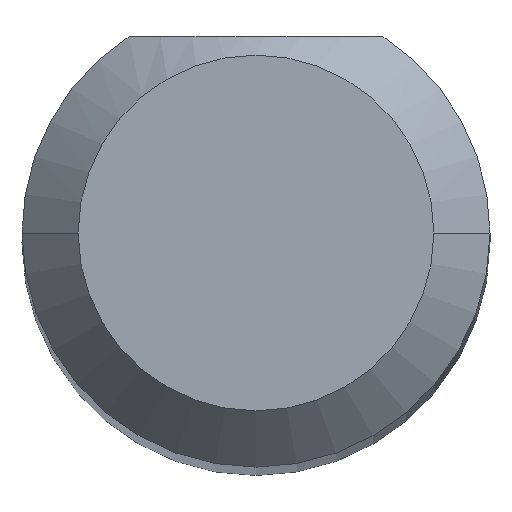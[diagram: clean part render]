
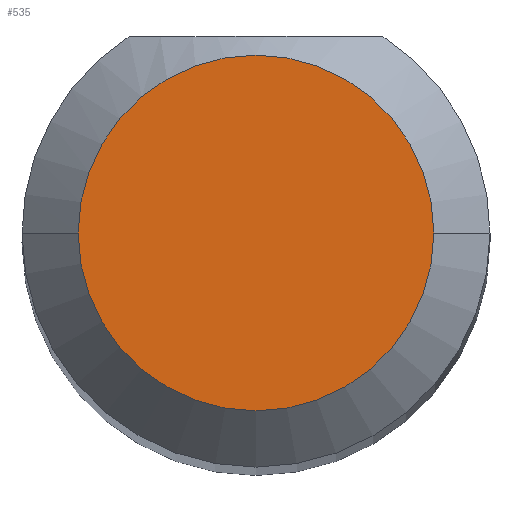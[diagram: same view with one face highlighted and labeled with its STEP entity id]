
A CAD part, top view. The second image highlights one B-rep face of the part: STEP entity #535.
In plain terms, the highlighted planar face has unit normal (0, 0, 1).
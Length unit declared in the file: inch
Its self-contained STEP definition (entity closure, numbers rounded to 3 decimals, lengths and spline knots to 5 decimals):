
#38 = DIRECTION ( 'NONE',  ( -1., 0., 0. ) ) ;
#50 = CARTESIAN_POINT ( 'NONE',  ( 0.25, 0., 1.5 ) ) ;
#52 = DIRECTION ( 'NONE',  ( -1., 0., 0. ) ) ;
#54 = DIRECTION ( 'NONE',  ( -1., 0., 0. ) ) ;
#56 = CARTESIAN_POINT ( 'NONE',  ( 0.2975, 0., 1.5 ) ) ;
#86 = VERTEX_POINT ( 'NONE', #377 ) ;
#141 = CARTESIAN_POINT ( 'NONE',  ( 0.25, 0., 1.5 ) ) ;
#150 = AXIS2_PLACEMENT_3D ( 'NONE', #50, #450, #52 ) ;
#196 = ORIENTED_EDGE ( 'NONE', *, *, #293, .F. ) ;
#245 = EDGE_LOOP ( 'NONE', ( #196, #320 ) ) ;
#282 = VERTEX_POINT ( 'NONE', #56 ) ;
#293 = EDGE_CURVE ( 'NONE', #282, #86, #297, .T. ) ;
#297 = CIRCLE ( 'NONE', #150, 0.0475 ) ;
#314 = DIRECTION ( 'NONE',  ( 0., 0., -1. ) ) ;
#320 = ORIENTED_EDGE ( 'NONE', *, *, #325, .F. ) ;
#325 = EDGE_CURVE ( 'NONE', #86, #282, #562, .T. ) ;
#346 = CARTESIAN_POINT ( 'NONE',  ( 0.25, 0., 1.5 ) ) ;
#377 = CARTESIAN_POINT ( 'NONE',  ( 0.2025, 0., 1.5 ) ) ;
#385 = AXIS2_PLACEMENT_3D ( 'NONE', #141, #314, #54 ) ;
#446 = AXIS2_PLACEMENT_3D ( 'NONE', #346, #516, #38 ) ;
#450 = DIRECTION ( 'NONE',  ( 0., 0., -1. ) ) ;
#516 = DIRECTION ( 'NONE',  ( 0., 0., 1. ) ) ;
#535 = ADVANCED_FACE ( 'NONE', ( #565 ), #557, .T. ) ;
#557 = PLANE ( 'NONE',  #446 ) ;
#562 = CIRCLE ( 'NONE', #385, 0.0475 ) ;
#565 = FACE_OUTER_BOUND ( 'NONE', #245, .T. ) ;
